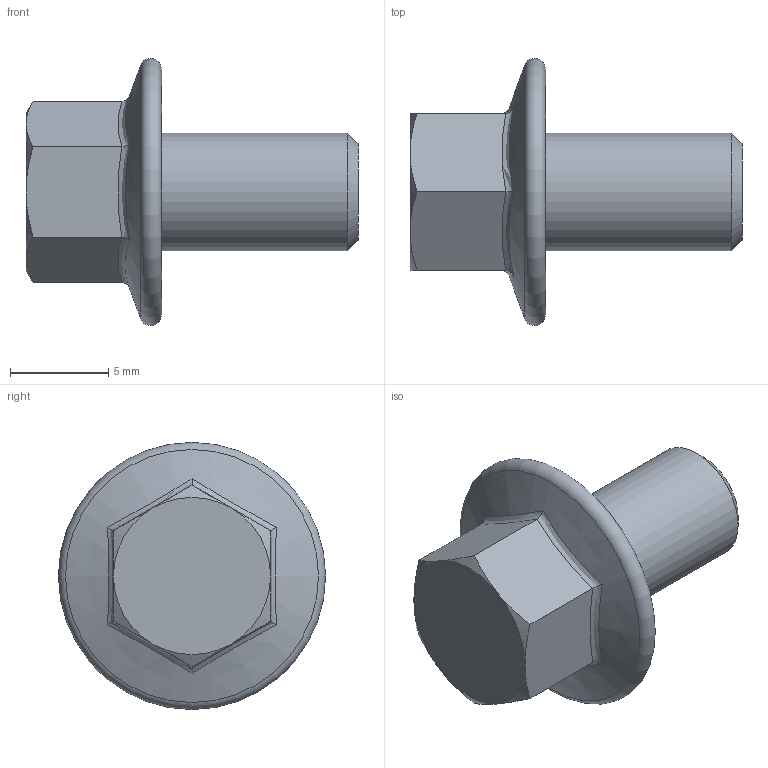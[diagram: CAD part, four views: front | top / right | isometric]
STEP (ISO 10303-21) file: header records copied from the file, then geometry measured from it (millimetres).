
FILE_DESCRIPTION( ( '' ), ' ' );
FILE_NAME( '5abb629a4146e1122f21fcdc.step', '2018-03-28T09:38:35', ( '' ), ( '' ), ' ', ' ', ' ' );
FILE_SCHEMA( ( 'AUTOMOTIVE_DESIGN { 1 0 10303 214 1 1 1 1 }' ) );
Length unit declared in the file: metre
Products named in the file (1): Hex_Flange_Screw_M6
Bounding box: 16.9 x 13.6 x 13.6 mm (x, y, z)
Volume: 781.8 mm3; surface area: 638.3 mm2
Topology: 1 solids, 1 shells, 25 faces, 54 edges, 32 vertices
Faces by surface type: plane 9, cone 8, bspline 6, torus 1, cylinder 1
Full cylindrical faces by diameter (mm): 6 x1
Entity records: 1136 total; most frequent: CARTESIAN_POINT 477, ORIENTED_EDGE 98, DIRECTION 68, EDGE_CURVE 49, VERTEX_POINT 32, B_SPLINE_CURVE_WITH_KNOTS 32, AXIS2_PLACEMENT_3D 31, EDGE_LOOP 30
